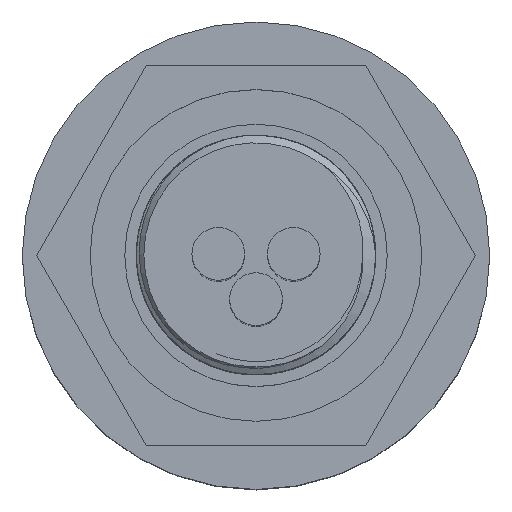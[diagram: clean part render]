
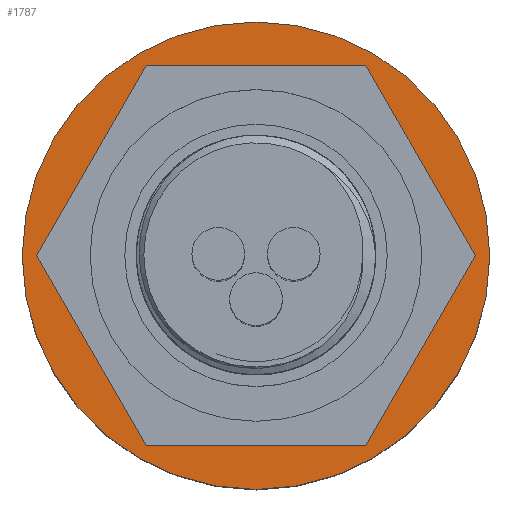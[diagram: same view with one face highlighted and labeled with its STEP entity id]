
A CAD part, top view. The second image highlights one B-rep face of the part: STEP entity #1787.
In plain terms, the highlighted planar face has unit normal (0, 0, 1).
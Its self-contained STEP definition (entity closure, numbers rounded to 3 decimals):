
#70=FACE_BOUND($,#461,.T.);
#71=FACE_BOUND($,#462,.T.);
#97=CIRCLE($,#1862,12.5);
#116=CIRCLE($,#1900,15.5);
#461=EDGE_LOOP($,(#1530));
#462=EDGE_LOOP($,(#1531));
#866=VERTEX_POINT($,#5177);
#885=VERTEX_POINT($,#5234);
#1101=EDGE_CURVE($,#866,#866,#97,.T.);
#1120=EDGE_CURVE($,#885,#885,#116,.T.);
#1530=ORIENTED_EDGE($,*,*,#1101,.T.);
#1531=ORIENTED_EDGE($,*,*,#1120,.F.);
#1639=PLANE($,#1902);
#1787=ADVANCED_FACE($,(#70,#71),#1639,.F.);
#1862=AXIS2_PLACEMENT_3D($,#5178,#2170,#2171);
#1900=AXIS2_PLACEMENT_3D($,#5235,#2246,#2247);
#1902=AXIS2_PLACEMENT_3D($,#5238,#2250,#2251);
#2170=DIRECTION('center_axis',(0.,0.,-1.));
#2171=DIRECTION('ref_axis',(1.,0.,0.));
#2246=DIRECTION('center_axis',(0.,0.,-1.));
#2247=DIRECTION('ref_axis',(-1.,0.,0.));
#2250=DIRECTION('center_axis',(0.,0.,-1.));
#2251=DIRECTION('ref_axis',(-1.,0.,0.));
#5177=CARTESIAN_POINT('',(-12.5,0.,19.));
#5178=CARTESIAN_POINT('Origin',(0.,0.,19.));
#5234=CARTESIAN_POINT('',(15.5,0.,19.));
#5235=CARTESIAN_POINT('Origin',(0.,0.,19.));
#5238=CARTESIAN_POINT('Origin',(0.,0.,19.));
